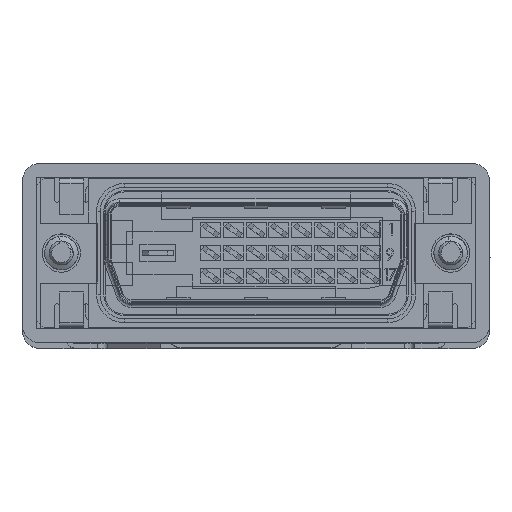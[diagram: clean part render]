
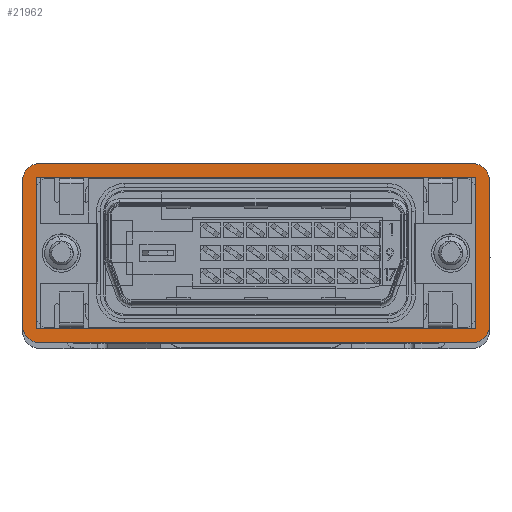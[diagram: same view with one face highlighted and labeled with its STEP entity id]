
A CAD part, top view. The second image highlights one B-rep face of the part: STEP entity #21962.
In plain terms, the highlighted face is planar.
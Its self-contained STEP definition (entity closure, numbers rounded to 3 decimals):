
#21453 = VERTEX_POINT ( 'NONE', #47424 ) ;
#21461 = VERTEX_POINT ( 'NONE', #47413 ) ;
#21465 = VERTEX_POINT ( 'NONE', #47471 ) ;
#21520 = EDGE_CURVE ( 'NONE', #21521, #21453, #47491, .T. ) ;
#21521 = VERTEX_POINT ( 'NONE', #47487 ) ;
#21529 = EDGE_CURVE ( 'NONE', #21461, #21465, #47482, .T. ) ;
#21534 = VERTEX_POINT ( 'NONE', #47533 ) ;
#21538 = VERTEX_POINT ( 'NONE', #47528 ) ;
#21540 = EDGE_CURVE ( 'NONE', #21534, #21538, #47527, .T. ) ;
#21545 = EDGE_CURVE ( 'NONE', #21624, #21546, #47509, .T. ) ;
#21546 = VERTEX_POINT ( 'NONE', #47564 ) ;
#21549 = EDGE_CURVE ( 'NONE', #21453, #21550, #47563, .T. ) ;
#21550 = VERTEX_POINT ( 'NONE', #47558 ) ;
#21590 = VERTEX_POINT ( 'NONE', #47537 ) ;
#21592 = EDGE_CURVE ( 'NONE', #21546, #21590, #46054, .T. ) ;
#21624 = VERTEX_POINT ( 'NONE', #47582 ) ;
#21626 = EDGE_CURVE ( 'NONE', #21550, #21624, #47581, .T. ) ;
#21631 = VERTEX_POINT ( 'NONE', #47633 ) ;
#21633 = EDGE_CURVE ( 'NONE', #21647, #21631, #47632, .T. ) ;
#21646 = EDGE_CURVE ( 'NONE', #21590, #21647, #47622, .T. ) ;
#21647 = VERTEX_POINT ( 'NONE', #47617 ) ;
#21701 = EDGE_CURVE ( 'NONE', #21631, #21521, #47683, .T. ) ;
#21861 = EDGE_CURVE ( 'NONE', #21538, #21461, #47933, .T. ) ;
#21883 = EDGE_LOOP ( 'NONE', ( #21884, #21885, #21886, #21887, #21888, #21889, #21890, #21891 ) ) ;
#21884 = ORIENTED_EDGE ( 'NONE', *, *, #21633, .T. ) ;
#21885 = ORIENTED_EDGE ( 'NONE', *, *, #21701, .T. ) ;
#21886 = ORIENTED_EDGE ( 'NONE', *, *, #21520, .T. ) ;
#21887 = ORIENTED_EDGE ( 'NONE', *, *, #21549, .T. ) ;
#21888 = ORIENTED_EDGE ( 'NONE', *, *, #21626, .T. ) ;
#21889 = ORIENTED_EDGE ( 'NONE', *, *, #21545, .T. ) ;
#21890 = ORIENTED_EDGE ( 'NONE', *, *, #21592, .T. ) ;
#21891 = ORIENTED_EDGE ( 'NONE', *, *, #21646, .T. ) ;
#21892 = EDGE_LOOP ( 'NONE', ( #21950, #21951, #21952, #21953 ) ) ;
#21950 = ORIENTED_EDGE ( 'NONE', *, *, #21540, .T. ) ;
#21951 = ORIENTED_EDGE ( 'NONE', *, *, #21861, .T. ) ;
#21952 = ORIENTED_EDGE ( 'NONE', *, *, #21529, .T. ) ;
#21953 = ORIENTED_EDGE ( 'NONE', *, *, #21954, .T. ) ;
#21954 = EDGE_CURVE ( 'NONE', #21465, #21534, #48018, .T. ) ;
#21962 = ADVANCED_FACE ( 'NONE', ( #48066, #48065 ), #48064, .T. ) ;
#46054 = LINE ( 'NONE', #46310, #46563 ) ;
#46310 = CARTESIAN_POINT ( 'NONE',  ( 19.5, -7.5, 0. ) ) ;
#46561 = DIRECTION ( 'NONE',  ( -1., 0., 0. ) ) ;
#46563 = VECTOR ( 'NONE', #46561, 1000. ) ;
#47413 = CARTESIAN_POINT ( 'NONE',  ( 18.35, -6.3, 0. ) ) ;
#47424 = CARTESIAN_POINT ( 'NONE',  ( 18., 7.5, 0. ) ) ;
#47471 = CARTESIAN_POINT ( 'NONE',  ( 18.35, 6.3, 0. ) ) ;
#47479 = DIRECTION ( 'NONE',  ( 0., 1., 0. ) ) ;
#47480 = VECTOR ( 'NONE', #47479, 1000. ) ;
#47481 = CARTESIAN_POINT ( 'NONE',  ( 18.35, -7.5, 0. ) ) ;
#47482 = LINE ( 'NONE', #47481, #47480 ) ;
#47487 = CARTESIAN_POINT ( 'NONE',  ( -18., 7.5, 0. ) ) ;
#47488 = DIRECTION ( 'NONE',  ( 1., 0., 0. ) ) ;
#47489 = VECTOR ( 'NONE', #47488, 1000. ) ;
#47490 = CARTESIAN_POINT ( 'NONE',  ( 19.5, 7.5, 0. ) ) ;
#47491 = LINE ( 'NONE', #47490, #47489 ) ;
#47505 = AXIS2_PLACEMENT_3D ( 'NONE', #47567, #47566, #47565 ) ;
#47509 = CIRCLE ( 'NONE', #47505, 1.5 ) ;
#47524 = DIRECTION ( 'NONE',  ( 0., -1., 0. ) ) ;
#47525 = VECTOR ( 'NONE', #47524, 1000. ) ;
#47526 = CARTESIAN_POINT ( 'NONE',  ( -18.35, -7.5, 0. ) ) ;
#47527 = LINE ( 'NONE', #47526, #47525 ) ;
#47528 = CARTESIAN_POINT ( 'NONE',  ( -18.35, -6.3, 0. ) ) ;
#47533 = CARTESIAN_POINT ( 'NONE',  ( -18.35, 6.3, 0. ) ) ;
#47537 = CARTESIAN_POINT ( 'NONE',  ( -18., -7.5, 0. ) ) ;
#47558 = CARTESIAN_POINT ( 'NONE',  ( 19.5, 6., 0. ) ) ;
#47559 = DIRECTION ( 'NONE',  ( -1., 0., 0. ) ) ;
#47560 = DIRECTION ( 'NONE',  ( 0., 0., -1. ) ) ;
#47561 = CARTESIAN_POINT ( 'NONE',  ( 18., 6., 0. ) ) ;
#47562 = AXIS2_PLACEMENT_3D ( 'NONE', #47561, #47560, #47559 ) ;
#47563 = CIRCLE ( 'NONE', #47562, 1.5 ) ;
#47564 = CARTESIAN_POINT ( 'NONE',  ( 18., -7.5, 0. ) ) ;
#47565 = DIRECTION ( 'NONE',  ( -1., 0., 0. ) ) ;
#47566 = DIRECTION ( 'NONE',  ( 0., 0., -1. ) ) ;
#47567 = CARTESIAN_POINT ( 'NONE',  ( 18., -6., 0. ) ) ;
#47578 = DIRECTION ( 'NONE',  ( 0., -1., 0. ) ) ;
#47579 = VECTOR ( 'NONE', #47578, 1000. ) ;
#47580 = CARTESIAN_POINT ( 'NONE',  ( 19.5, -7.5, 0. ) ) ;
#47581 = LINE ( 'NONE', #47580, #47579 ) ;
#47582 = CARTESIAN_POINT ( 'NONE',  ( 19.5, -6., 0. ) ) ;
#47617 = CARTESIAN_POINT ( 'NONE',  ( -19.5, -6., 0. ) ) ;
#47618 = DIRECTION ( 'NONE',  ( -1., 0., 0. ) ) ;
#47619 = DIRECTION ( 'NONE',  ( 0., 0., -1. ) ) ;
#47620 = CARTESIAN_POINT ( 'NONE',  ( -18., -6., 0. ) ) ;
#47621 = AXIS2_PLACEMENT_3D ( 'NONE', #47620, #47619, #47618 ) ;
#47622 = CIRCLE ( 'NONE', #47621, 1.5 ) ;
#47629 = DIRECTION ( 'NONE',  ( 0., 1., 0. ) ) ;
#47630 = VECTOR ( 'NONE', #47629, 1000. ) ;
#47631 = CARTESIAN_POINT ( 'NONE',  ( -19.5, -7.5, 0. ) ) ;
#47632 = LINE ( 'NONE', #47631, #47630 ) ;
#47633 = CARTESIAN_POINT ( 'NONE',  ( -19.5, 6., 0. ) ) ;
#47679 = DIRECTION ( 'NONE',  ( -1., 0., 0. ) ) ;
#47680 = DIRECTION ( 'NONE',  ( 0., 0., -1. ) ) ;
#47681 = CARTESIAN_POINT ( 'NONE',  ( -18., 6., 0. ) ) ;
#47682 = AXIS2_PLACEMENT_3D ( 'NONE', #47681, #47680, #47679 ) ;
#47683 = CIRCLE ( 'NONE', #47682, 1.5 ) ;
#47930 = DIRECTION ( 'NONE',  ( 1., 0., 0. ) ) ;
#47931 = VECTOR ( 'NONE', #47930, 1000. ) ;
#47932 = CARTESIAN_POINT ( 'NONE',  ( 19.5, -6.3, 0. ) ) ;
#47933 = LINE ( 'NONE', #47932, #47931 ) ;
#48010 = DIRECTION ( 'NONE',  ( -1., 0., 0. ) ) ;
#48011 = VECTOR ( 'NONE', #48010, 1000. ) ;
#48012 = CARTESIAN_POINT ( 'NONE',  ( 7., 6.3, 0. ) ) ;
#48018 = LINE ( 'NONE', #48012, #48011 ) ;
#48059 = DIRECTION ( 'NONE',  ( -1., 0., 0. ) ) ;
#48060 = DIRECTION ( 'NONE',  ( 0., 0., -1. ) ) ;
#48061 = AXIS2_PLACEMENT_3D ( 'NONE', #48063, #48060, #48059 ) ;
#48063 = CARTESIAN_POINT ( 'NONE',  ( 19.5, -7.5, 0. ) ) ;
#48064 = PLANE ( 'NONE',  #48061 ) ;
#48065 = FACE_BOUND ( 'NONE', #21892, .T. ) ;
#48066 = FACE_OUTER_BOUND ( 'NONE', #21883, .T. ) ;
